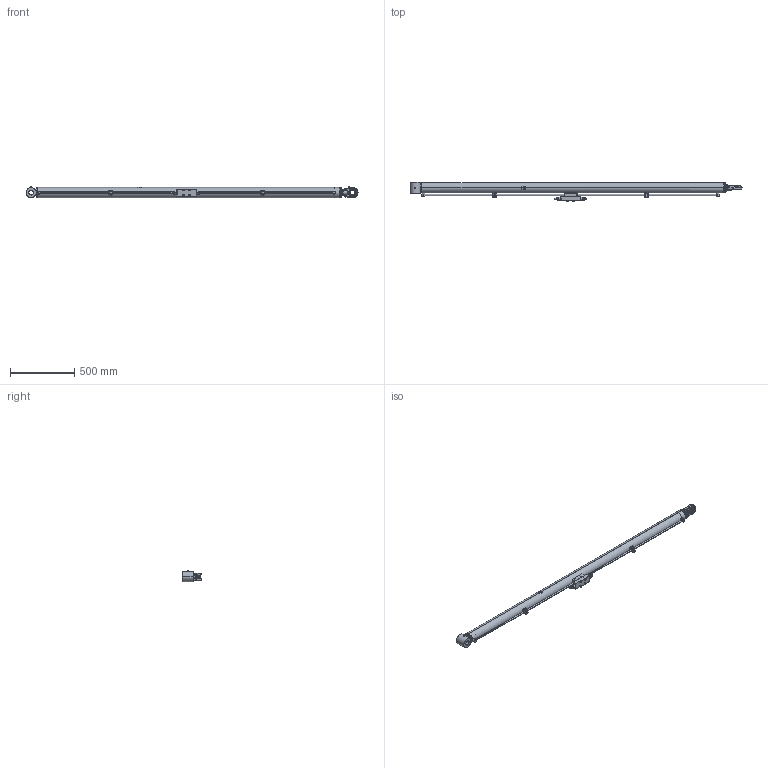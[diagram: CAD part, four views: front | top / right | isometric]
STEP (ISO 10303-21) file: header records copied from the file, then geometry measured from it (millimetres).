
FILE_DESCRIPTION (( 'STEP AP214' ), '1' );
FILE_NAME ('CFGCY0079599-Cylinder.step', '2026-03-06T11:12:05', ( 'Kramp IT' ), ( 'Kramp' ), 'SwSTEP 2.0', 'SolidWorks 2025', '' );
FILE_SCHEMA (( 'AUTOMOTIVE_DESIGN' ));
Length unit declared in the file: millimetre
Products named in the file (34): DS2907004_Simplified; GIHRK35DO; Tube-MA_Simplified; MATE-AID; DS2907013050VM_Simplified; DS2906015; Tube_Simplified; RS112; FPO50D382F35_BASE; DC3907001; 1003511090; VSR06WD; VALVE-ASSEMBLY-BALANCE; Tube-WA_Simplified; CFGCY0079599-Cylinder; GIHRK35; HL1215-RD; HL1215-EC; RS112-CLAMP; 912840109; DS2907013050_Simplified; BUSHVM-EC; DS2907004VM_Simplified; FPO50D382F35; Rod-WA_Simplified; Rod_Simplified; BUSH-EC; LSN12MM90; 931630; RS112-WELDONPLATE; GN61180; RS112_COVERPLATE; GE35DO
Assembly tree (40 placements, depth 5):
  MATE-AID
  CFGCY0079599-Cylinder
    Tube-WA_Simplified
      Tube-MA_Simplified
        Tube_Simplified
        LSN12MM90
      LSN12MM90
      DC3907001
        DC3907001
      BUSHVM-EC
        BUSH-EC
      VALVE-ASSEMBLY-BALANCE
        HL1215-EC
        HL1215-RD
        FPO50D382F35_BASE
          1003511090
          FPO50D382F35
          912840109  x4
          VSR06WD  x2
        RS112  x2
          RS112-CLAMP
          RS112-WELDONPLATE
          RS112_COVERPLATE
          931630
    Rod-WA_Simplified
      Rod_Simplified
      GIHRK35DO
        GIHRK35
        GE35DO
    DS2907013050VM_Simplified
      DS2907013050_Simplified
    DS2907004VM_Simplified
      DS2907004_Simplified
    DS2906015
    GN61180
Bounding box: 2579.98 x 150 x 89.8 mm (x, y, z)
Volume: 8587478.2 mm3; surface area: 1915950.9 mm2
Topology: 39 solids, 52 shells, 3014 faces, 7700 edges, 4957 vertices
Faces by surface type: plane 1657, cylinder 922, cone 269, bspline 104, torus 60, sphere 2
Entity records: 60625 total; most frequent: CARTESIAN_POINT 21387, DIRECTION 7978, ORIENTED_EDGE 7908, EDGE_CURVE 3980, AXIS2_PLACEMENT_3D 2901, VERTEX_POINT 2544, VECTOR 2176, LINE 2176
